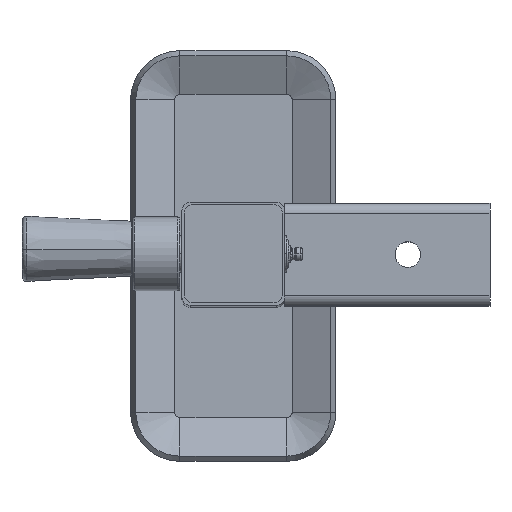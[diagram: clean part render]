
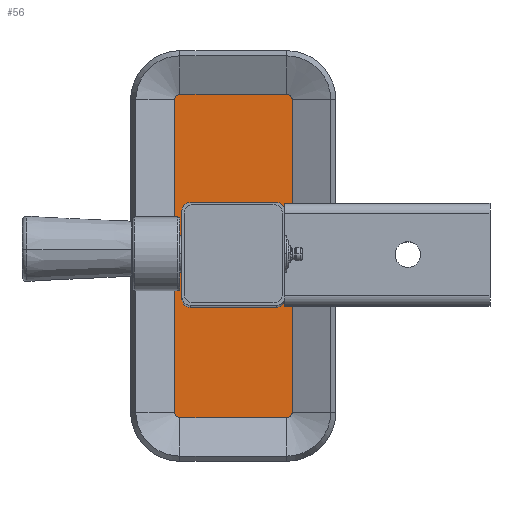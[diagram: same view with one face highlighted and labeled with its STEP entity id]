
A CAD part, top view. The second image highlights one B-rep face of the part: STEP entity #56.
In plain terms, the highlighted planar face has unit normal (0, 0, 1).
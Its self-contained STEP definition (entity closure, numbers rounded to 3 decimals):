
#34 = VECTOR ( 'NONE', #3586, 1000. ) ;
#56 = ADVANCED_FACE ( 'NONE', ( #194, #5196 ), #6918, .F. ) ;
#167 = DIRECTION ( 'NONE',  ( -1., 0., 0. ) ) ;
#194 = FACE_BOUND ( 'NONE', #2392, .T. ) ;
#377 = EDGE_CURVE ( 'NONE', #633, #1333, #4394, .T. ) ;
#407 = EDGE_CURVE ( 'NONE', #4428, #1394, #1278, .T. ) ;
#433 = CIRCLE ( 'NONE', #3594, 8. ) ;
#456 = EDGE_CURVE ( 'NONE', #1394, #2672, #5673, .T. ) ;
#524 = ORIENTED_EDGE ( 'NONE', *, *, #1853, .T. ) ;
#633 = VERTEX_POINT ( 'NONE', #2126 ) ;
#659 = VERTEX_POINT ( 'NONE', #4844 ) ;
#665 = CIRCLE ( 'NONE', #4764, 2.67 ) ;
#702 = VERTEX_POINT ( 'NONE', #3748 ) ;
#759 = EDGE_CURVE ( 'NONE', #4892, #702, #6682, .T. ) ;
#799 = AXIS2_PLACEMENT_3D ( 'NONE', #5607, #3875, #6634 ) ;
#870 = CARTESIAN_POINT ( 'NONE',  ( 28.67, 0., 0. ) ) ;
#876 = CARTESIAN_POINT ( 'NONE',  ( -28.67, 0., 0. ) ) ;
#889 = CARTESIAN_POINT ( 'NONE',  ( 28.67, 0., 0. ) ) ;
#1130 = CARTESIAN_POINT ( 'NONE',  ( 24.5, 16.5, 0. ) ) ;
#1149 = VERTEX_POINT ( 'NONE', #870 ) ;
#1278 = CIRCLE ( 'NONE', #799, 2.67 ) ;
#1333 = VERTEX_POINT ( 'NONE', #3436 ) ;
#1394 = VERTEX_POINT ( 'NONE', #6926 ) ;
#1438 = DIRECTION ( 'NONE',  ( 0., 1., 0. ) ) ;
#1665 = CARTESIAN_POINT ( 'NONE',  ( -16.5, -16.5, 0. ) ) ;
#1681 = ORIENTED_EDGE ( 'NONE', *, *, #2216, .T. ) ;
#1702 = LINE ( 'NONE', #4442, #2076 ) ;
#1720 = VECTOR ( 'NONE', #6370, 1000. ) ;
#1737 = DIRECTION ( 'NONE',  ( 0., 0., -1. ) ) ;
#1853 = EDGE_CURVE ( 'NONE', #1149, #7149, #5265, .T. ) ;
#1905 = ORIENTED_EDGE ( 'NONE', *, *, #5335, .T. ) ;
#1906 = VERTEX_POINT ( 'NONE', #5852 ) ;
#1908 = AXIS2_PLACEMENT_3D ( 'NONE', #5782, #4613, #4026 ) ;
#1964 = LINE ( 'NONE', #4178, #4392 ) ;
#2064 = AXIS2_PLACEMENT_3D ( 'NONE', #5517, #4373, #6104 ) ;
#2076 = VECTOR ( 'NONE', #2294, 1000. ) ;
#2112 = CARTESIAN_POINT ( 'NONE',  ( -26., 76., 0. ) ) ;
#2126 = CARTESIAN_POINT ( 'NONE',  ( 26., 78.67, 0. ) ) ;
#2142 = VECTOR ( 'NONE', #1438, 1000. ) ;
#2153 = EDGE_CURVE ( 'NONE', #5378, #1149, #6379, .T. ) ;
#2159 = CIRCLE ( 'NONE', #1908, 8. ) ;
#2216 = EDGE_CURVE ( 'NONE', #7149, #633, #4841, .T. ) ;
#2235 = ORIENTED_EDGE ( 'NONE', *, *, #6970, .T. ) ;
#2274 = DIRECTION ( 'NONE',  ( -1., 0., 0. ) ) ;
#2282 = EDGE_LOOP ( 'NONE', ( #1905, #6329, #524, #1681, #3613, #6216, #7086, #4352, #6082 ) ) ;
#2294 = DIRECTION ( 'NONE',  ( 1., 0., 0. ) ) ;
#2334 = CARTESIAN_POINT ( 'NONE',  ( -16.5, -24.5, 0. ) ) ;
#2392 = EDGE_LOOP ( 'NONE', ( #2235, #5110, #2713, #4570, #5973, #4967, #2503, #5266 ) ) ;
#2431 = VERTEX_POINT ( 'NONE', #6125 ) ;
#2435 = EDGE_CURVE ( 'NONE', #3139, #2431, #1702, .T. ) ;
#2499 = VERTEX_POINT ( 'NONE', #1130 ) ;
#2503 = ORIENTED_EDGE ( 'NONE', *, *, #4846, .T. ) ;
#2592 = EDGE_CURVE ( 'NONE', #702, #3029, #6922, .T. ) ;
#2665 = DIRECTION ( 'NONE',  ( -1., 0., 0. ) ) ;
#2672 = VERTEX_POINT ( 'NONE', #3212 ) ;
#2709 = CARTESIAN_POINT ( 'NONE',  ( 28.67, -76., 0. ) ) ;
#2713 = ORIENTED_EDGE ( 'NONE', *, *, #5191, .T. ) ;
#2861 = CARTESIAN_POINT ( 'NONE',  ( 16.5, -16.5, 0. ) ) ;
#2918 = DIRECTION ( 'NONE',  ( 1., 0., 0. ) ) ;
#3029 = VERTEX_POINT ( 'NONE', #5409 ) ;
#3139 = VERTEX_POINT ( 'NONE', #6472 ) ;
#3142 = CARTESIAN_POINT ( 'NONE',  ( 28.67, 76., 0. ) ) ;
#3156 = CARTESIAN_POINT ( 'NONE',  ( 24.5, -16.5, 0. ) ) ;
#3212 = CARTESIAN_POINT ( 'NONE',  ( 26., -78.67, 0. ) ) ;
#3251 = CARTESIAN_POINT ( 'NONE',  ( 0., 78.67, 0. ) ) ;
#3288 = DIRECTION ( 'NONE',  ( -1., 0., 0. ) ) ;
#3436 = CARTESIAN_POINT ( 'NONE',  ( -26., 78.67, 0. ) ) ;
#3474 = CIRCLE ( 'NONE', #2064, 2.67 ) ;
#3513 = CARTESIAN_POINT ( 'NONE',  ( 26., 76., 0. ) ) ;
#3553 = DIRECTION ( 'NONE',  ( 0., -1., 0. ) ) ;
#3586 = DIRECTION ( 'NONE',  ( 0., 1., 0. ) ) ;
#3594 = AXIS2_PLACEMENT_3D ( 'NONE', #1665, #3955, #6201 ) ;
#3613 = ORIENTED_EDGE ( 'NONE', *, *, #377, .T. ) ;
#3627 = CARTESIAN_POINT ( 'NONE',  ( 28.67, 0., 0. ) ) ;
#3666 = DIRECTION ( 'NONE',  ( -1., 0., 0. ) ) ;
#3699 = DIRECTION ( 'NONE',  ( 0., 1., 0. ) ) ;
#3746 = DIRECTION ( 'NONE',  ( 0., -1., 0. ) ) ;
#3748 = CARTESIAN_POINT ( 'NONE',  ( 16.5, -24.5, 0. ) ) ;
#3875 = DIRECTION ( 'NONE',  ( 0., 0., 1. ) ) ;
#3879 = DIRECTION ( 'NONE',  ( 0., 0., 1. ) ) ;
#3955 = DIRECTION ( 'NONE',  ( 0., 0., -1. ) ) ;
#3973 = VECTOR ( 'NONE', #3288, 1000. ) ;
#3989 = DIRECTION ( 'NONE',  ( -1., 0., 0. ) ) ;
#4026 = DIRECTION ( 'NONE',  ( -1., 0., 0. ) ) ;
#4044 = AXIS2_PLACEMENT_3D ( 'NONE', #6790, #1737, #3989 ) ;
#4152 = EDGE_CURVE ( 'NONE', #2499, #4892, #6972, .T. ) ;
#4178 = CARTESIAN_POINT ( 'NONE',  ( -24.5, 16.5, 0. ) ) ;
#4199 = VECTOR ( 'NONE', #3553, 1000. ) ;
#4258 = AXIS2_PLACEMENT_3D ( 'NONE', #3513, #6343, #167 ) ;
#4301 = CIRCLE ( 'NONE', #5353, 8. ) ;
#4352 = ORIENTED_EDGE ( 'NONE', *, *, #407, .T. ) ;
#4373 = DIRECTION ( 'NONE',  ( 0., 0., 1. ) ) ;
#4392 = VECTOR ( 'NONE', #3699, 1000. ) ;
#4394 = LINE ( 'NONE', #3251, #3973 ) ;
#4428 = VERTEX_POINT ( 'NONE', #6758 ) ;
#4442 = CARTESIAN_POINT ( 'NONE',  ( 16.5, 24.5, 0. ) ) ;
#4570 = ORIENTED_EDGE ( 'NONE', *, *, #4152, .T. ) ;
#4613 = DIRECTION ( 'NONE',  ( 0., 0., -1. ) ) ;
#4764 = AXIS2_PLACEMENT_3D ( 'NONE', #2112, #3879, #2665 ) ;
#4841 = CIRCLE ( 'NONE', #4258, 2.67 ) ;
#4844 = CARTESIAN_POINT ( 'NONE',  ( -24.5, -16.5, 0. ) ) ;
#4846 = EDGE_CURVE ( 'NONE', #3029, #659, #433, .T. ) ;
#4892 = VERTEX_POINT ( 'NONE', #6124 ) ;
#4967 = ORIENTED_EDGE ( 'NONE', *, *, #2592, .T. ) ;
#5009 = VERTEX_POINT ( 'NONE', #5974 ) ;
#5068 = DIRECTION ( 'NONE',  ( 0., 0., -1. ) ) ;
#5110 = ORIENTED_EDGE ( 'NONE', *, *, #2435, .T. ) ;
#5191 = EDGE_CURVE ( 'NONE', #2431, #2499, #4301, .T. ) ;
#5196 = FACE_OUTER_BOUND ( 'NONE', #2282, .T. ) ;
#5203 = EDGE_CURVE ( 'NONE', #1906, #4428, #5912, .T. ) ;
#5253 = DIRECTION ( 'NONE',  ( 0., 0., -1. ) ) ;
#5265 = LINE ( 'NONE', #889, #2142 ) ;
#5266 = ORIENTED_EDGE ( 'NONE', *, *, #6752, .T. ) ;
#5335 = EDGE_CURVE ( 'NONE', #2672, #5378, #3474, .T. ) ;
#5353 = AXIS2_PLACEMENT_3D ( 'NONE', #7015, #5253, #3666 ) ;
#5378 = VERTEX_POINT ( 'NONE', #2709 ) ;
#5409 = CARTESIAN_POINT ( 'NONE',  ( -16.5, -24.5, 0. ) ) ;
#5517 = CARTESIAN_POINT ( 'NONE',  ( 26., -76., 0. ) ) ;
#5607 = CARTESIAN_POINT ( 'NONE',  ( -26., -76., 0. ) ) ;
#5623 = EDGE_CURVE ( 'NONE', #1333, #1906, #665, .T. ) ;
#5673 = LINE ( 'NONE', #6259, #6320 ) ;
#5782 = CARTESIAN_POINT ( 'NONE',  ( -16.5, 16.5, 0. ) ) ;
#5852 = CARTESIAN_POINT ( 'NONE',  ( -28.67, 76., 0. ) ) ;
#5912 = LINE ( 'NONE', #876, #7119 ) ;
#5973 = ORIENTED_EDGE ( 'NONE', *, *, #759, .T. ) ;
#5974 = CARTESIAN_POINT ( 'NONE',  ( -24.5, 16.5, 0. ) ) ;
#6082 = ORIENTED_EDGE ( 'NONE', *, *, #456, .T. ) ;
#6104 = DIRECTION ( 'NONE',  ( -1., 0., 0. ) ) ;
#6124 = CARTESIAN_POINT ( 'NONE',  ( 24.5, -16.5, 0. ) ) ;
#6125 = CARTESIAN_POINT ( 'NONE',  ( 16.5, 24.5, 0. ) ) ;
#6201 = DIRECTION ( 'NONE',  ( -1., 0., 0. ) ) ;
#6216 = ORIENTED_EDGE ( 'NONE', *, *, #5623, .T. ) ;
#6259 = CARTESIAN_POINT ( 'NONE',  ( 0., -78.67, 0. ) ) ;
#6320 = VECTOR ( 'NONE', #2918, 1000. ) ;
#6329 = ORIENTED_EDGE ( 'NONE', *, *, #2153, .T. ) ;
#6343 = DIRECTION ( 'NONE',  ( 0., 0., 1. ) ) ;
#6370 = DIRECTION ( 'NONE',  ( -1., 0., 0. ) ) ;
#6379 = LINE ( 'NONE', #3627, #34 ) ;
#6472 = CARTESIAN_POINT ( 'NONE',  ( -16.5, 24.5, 0. ) ) ;
#6634 = DIRECTION ( 'NONE',  ( -1., 0., 0. ) ) ;
#6682 = CIRCLE ( 'NONE', #7265, 8. ) ;
#6752 = EDGE_CURVE ( 'NONE', #659, #5009, #1964, .T. ) ;
#6758 = CARTESIAN_POINT ( 'NONE',  ( -28.67, -76., 0. ) ) ;
#6790 = CARTESIAN_POINT ( 'NONE',  ( 0., 0., 0. ) ) ;
#6918 = PLANE ( 'NONE',  #4044 ) ;
#6922 = LINE ( 'NONE', #2334, #1720 ) ;
#6926 = CARTESIAN_POINT ( 'NONE',  ( -26., -78.67, 0. ) ) ;
#6970 = EDGE_CURVE ( 'NONE', #5009, #3139, #2159, .T. ) ;
#6972 = LINE ( 'NONE', #3156, #4199 ) ;
#7015 = CARTESIAN_POINT ( 'NONE',  ( 16.5, 16.5, 0. ) ) ;
#7086 = ORIENTED_EDGE ( 'NONE', *, *, #5203, .T. ) ;
#7119 = VECTOR ( 'NONE', #3746, 1000. ) ;
#7149 = VERTEX_POINT ( 'NONE', #3142 ) ;
#7265 = AXIS2_PLACEMENT_3D ( 'NONE', #2861, #5068, #2274 ) ;
